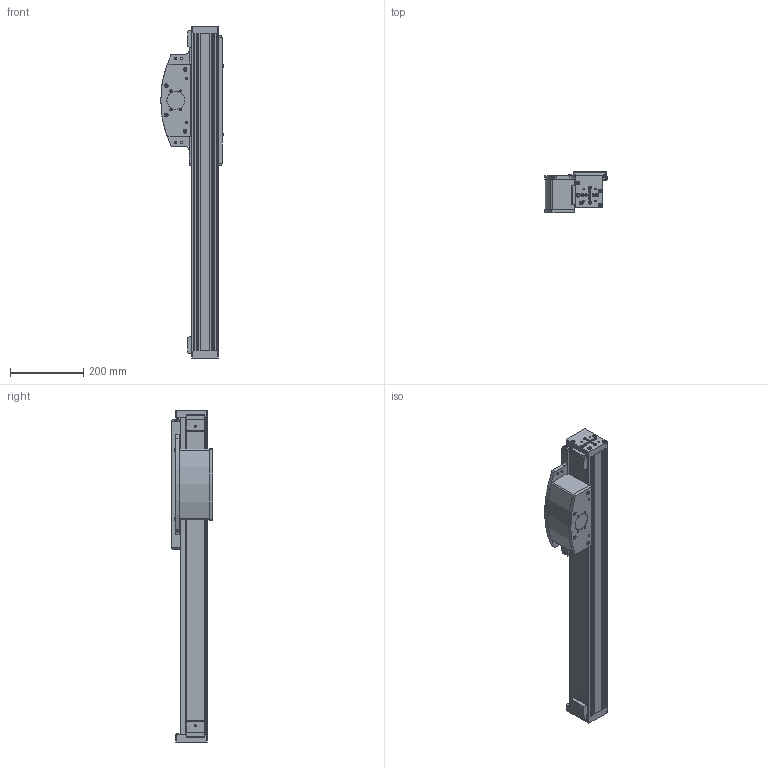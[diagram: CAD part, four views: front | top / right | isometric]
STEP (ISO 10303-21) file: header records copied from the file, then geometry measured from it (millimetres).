
FILE_DESCRIPTION(/* description */ ('STEP AP214'),/* implementation_level */ '2;1');
FILE_NAME(/* name */ '8082394_ELCC-TB-KF-70-500-0H-P0-CR',/* time_stamp */ '2024-08-27T16:14:36+02:00',/* author */ ('License CC BY-ND 4.0'),/* organization */ ('CADENAS'),/* preprocessor_version */ 'ST-DEVELOPER v19.3',/* originating_system */ 'PARTsolutions',/* authorisation */ ' ');
FILE_SCHEMA (('AUTOMOTIVE_DESIGN {1 0 10303 214 3 1 1}'));
Length unit declared in the file: millimetre
Products named in the file (6): 8082394 ELCC-TB-KF-70-500-0H-P0-CR---(0 high); 8060572 ELGC-TB-KF-70-500-0---P0---(high)h; 8060572 ELCC-TB-KF-70---1---(high0)s; EGC-80-TB-KF__(CUP); 8137184 ZBH-9-B; ISO-4026 M5x6
Assembly tree (10 placements, depth 2):
  8082394 ELCC-TB-KF-70-500-0H-P0-CR---(0 high)
    8060572 ELGC-TB-KF-70-500-0---P0---(high)h
    8060572 ELCC-TB-KF-70---1---(high0)s
    EGC-80-TB-KF__(CUP)  x2
    8137184 ZBH-9-B  x4
    ISO-4026 M5x6  x2
Bounding box: 170.5 x 113.8 x 906 mm (x, y, z)
Volume: 6031496.2 mm3; surface area: 772823.2 mm2
Topology: 10 solids, 10 shells, 1038 faces, 2458 edges, 1570 vertices
Faces by surface type: plane 587, cylinder 266, cone 151, torus 34
Full cylindrical faces by diameter (mm): 3.242 x10, 4.134 x26, 4.917 x24, 5 x4, 7 x14, 8 x1, 8.5 x16, 9 x12, 10 x18, 11 x2, 16 x1, 24 x1, 25 x1, 41.5 x1, 43 x1, 47 x1, 48 x4
Entity records: 33558 total; most frequent: DIRECTION 4660, CARTESIAN_POINT 4575, ORIENTED_EDGE 3998, EDGE_CURVE 1999, AXIS2_PLACEMENT_3D 1675, FACE_BOUND 1493, VERTEX_POINT 1490, EDGE_LOOP 1446
